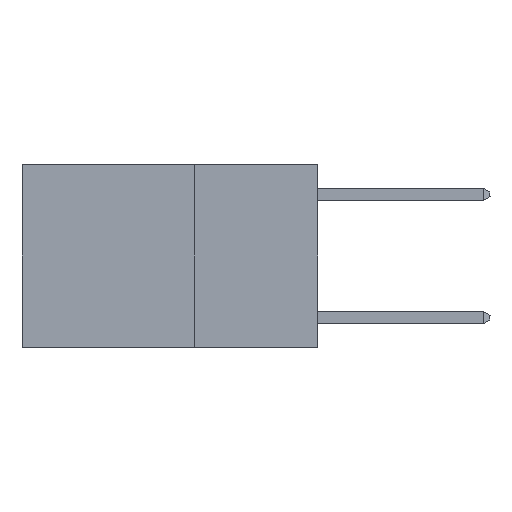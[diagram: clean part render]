
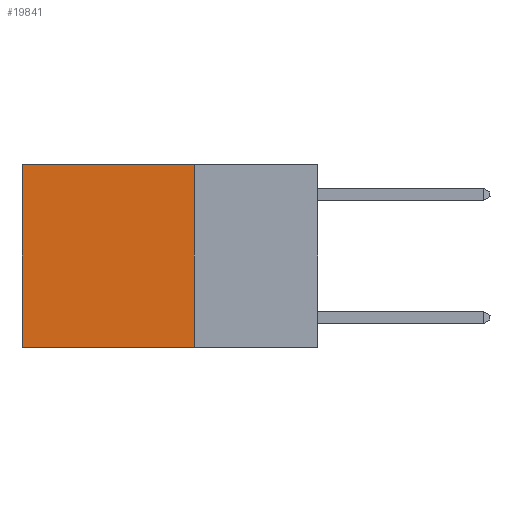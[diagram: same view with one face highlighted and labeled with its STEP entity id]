
A CAD part, left-side view. The second image highlights one B-rep face of the part: STEP entity #19841.
In plain terms, the highlighted planar face has unit normal (-1, 0, 0).
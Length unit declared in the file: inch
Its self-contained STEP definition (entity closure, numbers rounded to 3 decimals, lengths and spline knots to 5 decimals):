
#909 = EDGE_CURVE ( 'NONE', #18911, #15879, #10436, .T. ) ;
#2298 = EDGE_CURVE ( 'NONE', #8798, #10087, #6552, .T. ) ;
#2695 = DIRECTION ( 'NONE',  ( 0., 1., 0. ) ) ;
#2769 = CARTESIAN_POINT ( 'NONE',  ( 0.2625, 0.25, -0.37 ) ) ;
#3894 = DIRECTION ( 'NONE',  ( 1., 0., 0. ) ) ;
#4718 = CARTESIAN_POINT ( 'NONE',  ( 0.2625, 0.6, 0. ) ) ;
#5660 = FACE_OUTER_BOUND ( 'NONE', #11041, .T. ) ;
#5995 = AXIS2_PLACEMENT_3D ( 'NONE', #19965, #3894, #21832 ) ;
#6127 = CARTESIAN_POINT ( 'NONE',  ( 0.2625, 0.25, 0. ) ) ;
#6552 = LINE ( 'NONE', #13739, #8120 ) ;
#6841 = DIRECTION ( 'NONE',  ( 0., 0., -1. ) ) ;
#6903 = LINE ( 'NONE', #19676, #19178 ) ;
#8120 = VECTOR ( 'NONE', #10195, 39.37008 ) ;
#8541 = CARTESIAN_POINT ( 'NONE',  ( 0.2625, 0.25, 0. ) ) ;
#8798 = VERTEX_POINT ( 'NONE', #8541 ) ;
#10087 = VERTEX_POINT ( 'NONE', #2769 ) ;
#10195 = DIRECTION ( 'NONE',  ( 0., 0., -1. ) ) ;
#10436 = LINE ( 'NONE', #4718, #15607 ) ;
#11021 = CARTESIAN_POINT ( 'NONE',  ( 0.2625, 0.6, 0. ) ) ;
#11041 = EDGE_LOOP ( 'NONE', ( #19426, #19026, #11722, #18431 ) ) ;
#11722 = ORIENTED_EDGE ( 'NONE', *, *, #2298, .F. ) ;
#12842 = PLANE ( 'NONE',  #5995 ) ;
#13739 = CARTESIAN_POINT ( 'NONE',  ( 0.2625, 0.25, 0. ) ) ;
#15607 = VECTOR ( 'NONE', #6841, 39.37008 ) ;
#15879 = VERTEX_POINT ( 'NONE', #20978 ) ;
#16298 = DIRECTION ( 'NONE',  ( 0., 1., 0. ) ) ;
#18431 = ORIENTED_EDGE ( 'NONE', *, *, #19951, .T. ) ;
#18911 = VERTEX_POINT ( 'NONE', #11021 ) ;
#19026 = ORIENTED_EDGE ( 'NONE', *, *, #22807, .F. ) ;
#19178 = VECTOR ( 'NONE', #16298, 39.37008 ) ;
#19426 = ORIENTED_EDGE ( 'NONE', *, *, #909, .T. ) ;
#19676 = CARTESIAN_POINT ( 'NONE',  ( 0.2625, 0.25, -0.37 ) ) ;
#19841 = ADVANCED_FACE ( 'NONE', ( #5660 ), #12842, .F. ) ;
#19951 = EDGE_CURVE ( 'NONE', #8798, #18911, #20668, .T. ) ;
#19965 = CARTESIAN_POINT ( 'NONE',  ( 0.2625, 0.25, 0. ) ) ;
#20668 = LINE ( 'NONE', #6127, #21330 ) ;
#20978 = CARTESIAN_POINT ( 'NONE',  ( 0.2625, 0.6, -0.37 ) ) ;
#21330 = VECTOR ( 'NONE', #2695, 39.37008 ) ;
#21832 = DIRECTION ( 'NONE',  ( 0., 0., -1. ) ) ;
#22807 = EDGE_CURVE ( 'NONE', #10087, #15879, #6903, .T. ) ;
